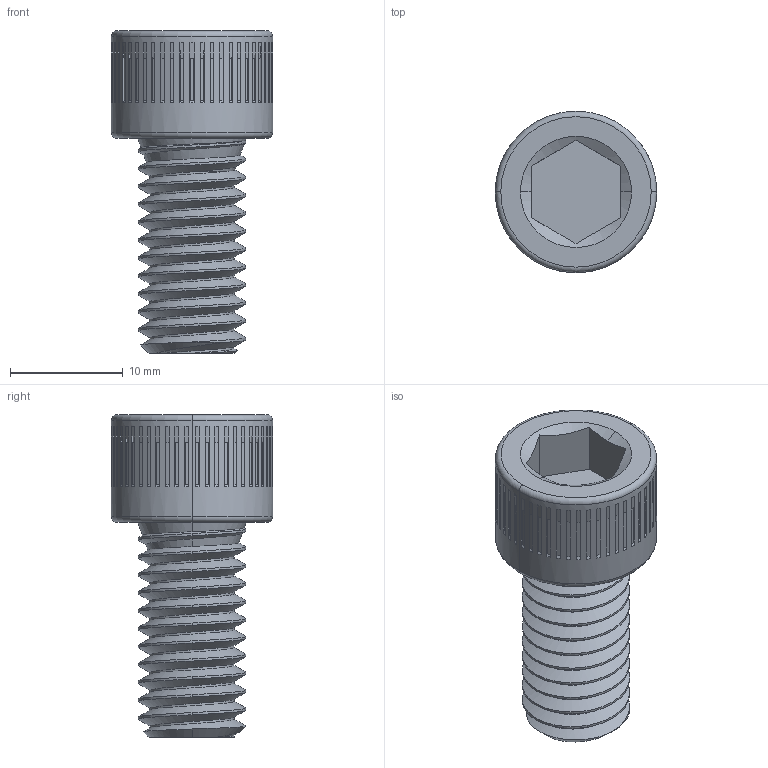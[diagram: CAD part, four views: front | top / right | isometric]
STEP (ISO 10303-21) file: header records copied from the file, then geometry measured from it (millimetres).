
FILE_DESCRIPTION (( 'STEP AP203' ), '1' );
FILE_NAME ('91251A622_Black-Oxide Alloy Steel Socket Head Screw.STEP', '2024-03-20T18:34:14', ( 'McMaster Carr Supply' ), ( 'McMaster Carr Supply' ), 'SwSTEP 2.0', 'SolidWorks 2017', '' );
FILE_SCHEMA (( 'CONFIG_CONTROL_DESIGN' ));
Length unit declared in the file: inch
Products named in the file (1): 91251A622_Black-Oxide Alloy Steel Socket Head Screw
Bounding box: 14.29 x 14.29 x 28.57 mm (x, y, z)
Volume: 2351.9 mm3; surface area: 1740.1 mm2
Topology: 1 solids, 1 shells, 403 faces, 1043 edges, 694 vertices
Faces by surface type: plane 210, cone 110, cylinder 76, torus 4, bspline 3
Entity records: 14552 total; most frequent: CARTESIAN_POINT 4482, DIRECTION 2090, ORIENTED_EDGE 2086, EDGE_CURVE 1043, AXIS2_PLACEMENT_3D 722, VERTEX_POINT 694, VECTOR 646, LINE 646
